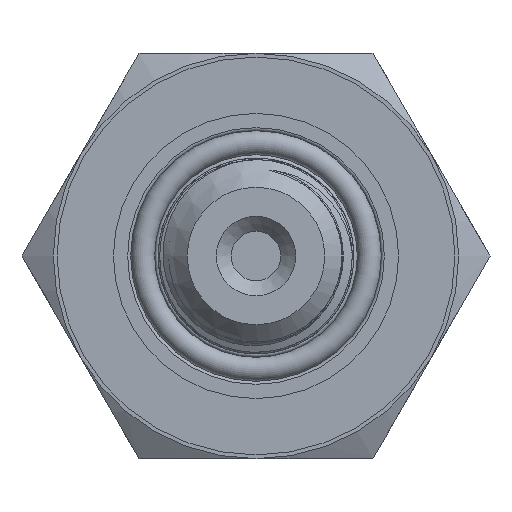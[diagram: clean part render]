
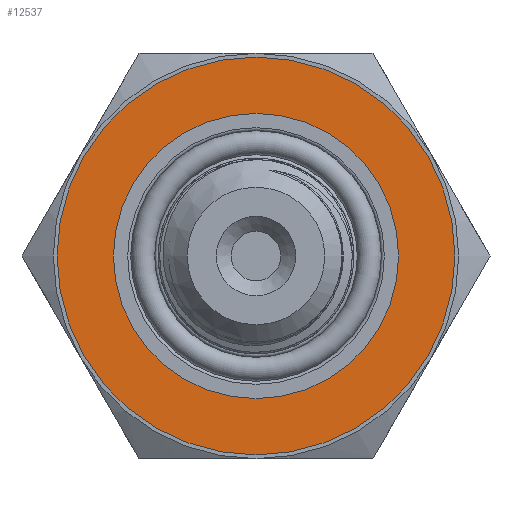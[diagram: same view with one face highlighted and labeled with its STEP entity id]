
A CAD part, left-side view. The second image highlights one B-rep face of the part: STEP entity #12537.
In plain terms, the highlighted planar face has unit normal (-1, 0, 0).
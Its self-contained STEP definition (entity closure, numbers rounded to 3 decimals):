
#509=FACE_BOUND('',#2251,.T.);
#710=PLANE('',#13330);
#1460=FACE_OUTER_BOUND('',#2250,.T.);
#2250=EDGE_LOOP('',(#11481));
#2251=EDGE_LOOP('',(#11482));
#2621=CIRCLE('',#13329,9.5);
#2622=CIRCLE('',#13331,13.25);
#6051=VERTEX_POINT('',#36855);
#6052=VERTEX_POINT('',#36859);
#7916=EDGE_CURVE('',#6051,#6051,#2621,.T.);
#7918=EDGE_CURVE('',#6052,#6052,#2622,.T.);
#11481=ORIENTED_EDGE('',*,*,#7918,.F.);
#11482=ORIENTED_EDGE('',*,*,#7916,.T.);
#12537=ADVANCED_FACE('',(#1460,#509),#710,.T.);
#13329=AXIS2_PLACEMENT_3D('',#36856,#15530,#15531);
#13330=AXIS2_PLACEMENT_3D('',#36858,#15533,#15534);
#13331=AXIS2_PLACEMENT_3D('',#36860,#15535,#15536);
#15530=DIRECTION('center_axis',(1.,0.,0.));
#15531=DIRECTION('ref_axis',(0.,0.,-1.));
#15533=DIRECTION('center_axis',(-1.,0.,0.));
#15534=DIRECTION('ref_axis',(0.,0.,1.));
#15535=DIRECTION('center_axis',(1.,0.,0.));
#15536=DIRECTION('ref_axis',(0.,0.,-1.));
#36855=CARTESIAN_POINT('',(-47.,-9.5,0.));
#36856=CARTESIAN_POINT('Origin',(-47.,0.,0.));
#36858=CARTESIAN_POINT('Origin',(-47.,13.25,0.));
#36859=CARTESIAN_POINT('',(-47.,-13.25,0.));
#36860=CARTESIAN_POINT('Origin',(-47.,0.,0.));
